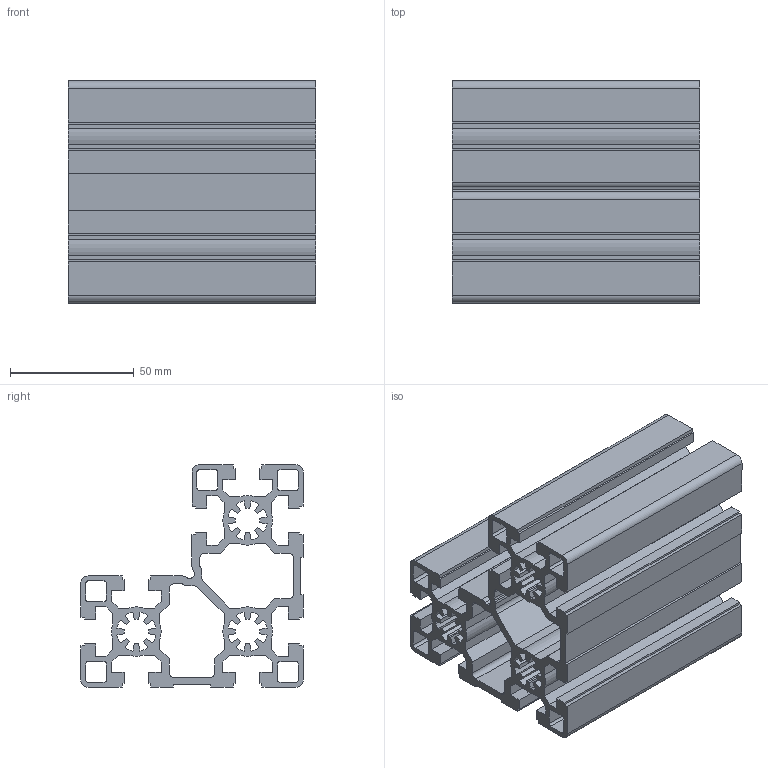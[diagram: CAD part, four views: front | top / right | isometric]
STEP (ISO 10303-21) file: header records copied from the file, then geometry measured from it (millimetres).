
FILE_DESCRIPTION (( 'STEP AP203' ), '1' );
FILE_NAME ('AL-PS-459090-A Àëþìèíèåâûé êîíñòðóêöèîííûé ïðîôèëü 45õ90õ90.STEP', '2023-11-08T06:11:10', ( '' ), ( '' ), 'SwSTEP 2.0', 'SolidWorks 2021', '' );
FILE_SCHEMA (( 'CONFIG_CONTROL_DESIGN' ));
Length unit declared in the file: millimetre
Products named in the file (1): AL-PS-459090-A Àëþìèíèåâûé êîíñòðóêöèîííûé ïðîôèëü 45õ90õ90
Bounding box: 100 x 90 x 90 mm (x, y, z)
Volume: 211548.4 mm3; surface area: 139721.1 mm2
Topology: 1 solids, 1 shells, 341 faces, 1017 edges, 678 vertices
Faces by surface type: plane 234, cylinder 107
Entity records: 11542 total; most frequent: CARTESIAN_POINT 2037, ORIENTED_EDGE 2034, DIRECTION 1915, EDGE_CURVE 1017, VECTOR 803, LINE 803, VERTEX_POINT 678, AXIS2_PLACEMENT_3D 556
